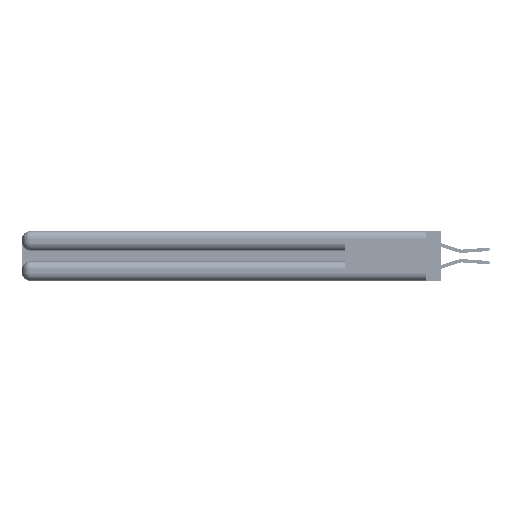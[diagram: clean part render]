
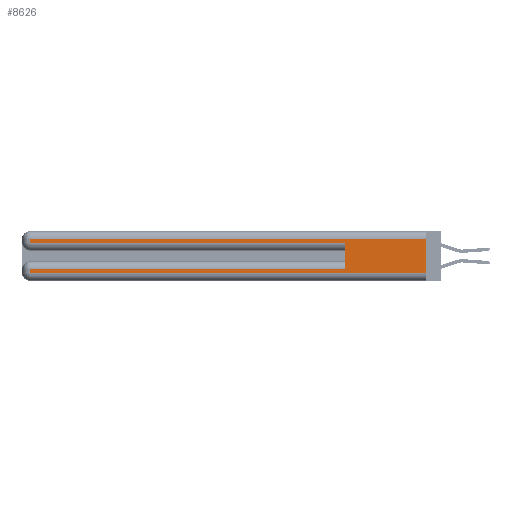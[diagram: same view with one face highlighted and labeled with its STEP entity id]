
A CAD part, left-side view. The second image highlights one B-rep face of the part: STEP entity #8626.
In plain terms, the highlighted planar face has unit normal (-1, 0, 0).
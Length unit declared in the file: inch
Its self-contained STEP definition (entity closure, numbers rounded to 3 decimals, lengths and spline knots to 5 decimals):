
#2172 = VECTOR ( 'NONE', #2656, 39.37008 ) ;
#2656 = DIRECTION ( 'NONE',  ( 0., 0., -1. ) ) ;
#2825 = CARTESIAN_POINT ( 'NONE',  ( 0., 2.94, 0.37 ) ) ;
#2870 = CARTESIAN_POINT ( 'NONE',  ( 0., 0.6, 0.145 ) ) ;
#3192 = EDGE_CURVE ( 'NONE', #31579, #6320, #50028, .T. ) ;
#3248 = VECTOR ( 'NONE', #41225, 39.37008 ) ;
#3709 = CARTESIAN_POINT ( 'NONE',  ( 0., 2.94, 0.06 ) ) ;
#4498 = VERTEX_POINT ( 'NONE', #19448 ) ;
#4774 = AXIS2_PLACEMENT_3D ( 'NONE', #36800, #15505, #45358 ) ;
#6254 = ORIENTED_EDGE ( 'NONE', *, *, #36895, .T. ) ;
#6320 = VERTEX_POINT ( 'NONE', #20799 ) ;
#6363 = LINE ( 'NONE', #46330, #27865 ) ;
#6605 = LINE ( 'NONE', #13788, #39433 ) ;
#8459 = VECTOR ( 'NONE', #16168, 39.37008 ) ;
#8626 = ADVANCED_FACE ( 'NONE', ( #28006 ), #19625, .F. ) ;
#8699 = VECTOR ( 'NONE', #27406, 39.37008 ) ;
#9279 = EDGE_CURVE ( 'NONE', #53890, #28132, #43896, .T. ) ;
#10441 = VERTEX_POINT ( 'NONE', #36206 ) ;
#12271 = LINE ( 'NONE', #32634, #2172 ) ;
#13003 = DIRECTION ( 'NONE',  ( 0., 1., 0. ) ) ;
#13602 = ORIENTED_EDGE ( 'NONE', *, *, #33714, .T. ) ;
#13788 = CARTESIAN_POINT ( 'NONE',  ( 0., 0., 0.31 ) ) ;
#14365 = EDGE_CURVE ( 'NONE', #27822, #45455, #6605, .T. ) ;
#15505 = DIRECTION ( 'NONE',  ( 1., 0., 0. ) ) ;
#16168 = DIRECTION ( 'NONE',  ( 0., -1., 0. ) ) ;
#18340 = EDGE_CURVE ( 'NONE', #45455, #4498, #36708, .T. ) ;
#18771 = LINE ( 'NONE', #52830, #8699 ) ;
#19448 = CARTESIAN_POINT ( 'NONE',  ( 0., 2.94, 0.285 ) ) ;
#19622 = ORIENTED_EDGE ( 'NONE', *, *, #14365, .T. ) ;
#19625 = PLANE ( 'NONE',  #4774 ) ;
#20282 = VECTOR ( 'NONE', #13003, 39.37008 ) ;
#20799 = CARTESIAN_POINT ( 'NONE',  ( 0., 0.6, 0.285 ) ) ;
#22099 = CARTESIAN_POINT ( 'NONE',  ( 0., 0.6, 0.085 ) ) ;
#22875 = CARTESIAN_POINT ( 'NONE',  ( 0., 2.94, 0.31 ) ) ;
#22981 = EDGE_LOOP ( 'NONE', ( #26313, #19622, #42320, #13602, #51633, #32386, #6254, #45739 ) ) ;
#24417 = EDGE_CURVE ( 'NONE', #31579, #10441, #42976, .T. ) ;
#25107 = DIRECTION ( 'NONE',  ( 0., 0., -1. ) ) ;
#26313 = ORIENTED_EDGE ( 'NONE', *, *, #30546, .F. ) ;
#27406 = DIRECTION ( 'NONE',  ( 0., -1., 0. ) ) ;
#27822 = VERTEX_POINT ( 'NONE', #33202 ) ;
#27865 = VECTOR ( 'NONE', #25107, 39.37008 ) ;
#28006 = FACE_OUTER_BOUND ( 'NONE', #22981, .T. ) ;
#28132 = VERTEX_POINT ( 'NONE', #39162 ) ;
#28891 = CARTESIAN_POINT ( 'NONE',  ( 0., 0., 0.06 ) ) ;
#30546 = EDGE_CURVE ( 'NONE', #27822, #28132, #12271, .T. ) ;
#30836 = DIRECTION ( 'NONE',  ( 0., 1., 0. ) ) ;
#31579 = VERTEX_POINT ( 'NONE', #22099 ) ;
#32386 = ORIENTED_EDGE ( 'NONE', *, *, #24417, .T. ) ;
#32634 = CARTESIAN_POINT ( 'NONE',  ( 0., 0., 0.37 ) ) ;
#32804 = DIRECTION ( 'NONE',  ( 0., 0., -1. ) ) ;
#33202 = CARTESIAN_POINT ( 'NONE',  ( 0., 0., 0.31 ) ) ;
#33714 = EDGE_CURVE ( 'NONE', #4498, #6320, #18771, .T. ) ;
#36206 = CARTESIAN_POINT ( 'NONE',  ( 0., 2.94, 0.085 ) ) ;
#36708 = LINE ( 'NONE', #2825, #48007 ) ;
#36800 = CARTESIAN_POINT ( 'NONE',  ( 0., 0., 0.37 ) ) ;
#36895 = EDGE_CURVE ( 'NONE', #10441, #53890, #6363, .T. ) ;
#39162 = CARTESIAN_POINT ( 'NONE',  ( 0., 0., 0.06 ) ) ;
#39433 = VECTOR ( 'NONE', #30836, 39.37008 ) ;
#41225 = DIRECTION ( 'NONE',  ( 0., 0., 1. ) ) ;
#42320 = ORIENTED_EDGE ( 'NONE', *, *, #18340, .T. ) ;
#42976 = LINE ( 'NONE', #51411, #20282 ) ;
#43896 = LINE ( 'NONE', #28891, #8459 ) ;
#45358 = DIRECTION ( 'NONE',  ( 0., 0., -1. ) ) ;
#45455 = VERTEX_POINT ( 'NONE', #22875 ) ;
#45739 = ORIENTED_EDGE ( 'NONE', *, *, #9279, .T. ) ;
#46330 = CARTESIAN_POINT ( 'NONE',  ( 0., 2.94, 0.37 ) ) ;
#48007 = VECTOR ( 'NONE', #32804, 39.37008 ) ;
#50028 = LINE ( 'NONE', #2870, #3248 ) ;
#51411 = CARTESIAN_POINT ( 'NONE',  ( 0., 0., 0.085 ) ) ;
#51633 = ORIENTED_EDGE ( 'NONE', *, *, #3192, .F. ) ;
#52830 = CARTESIAN_POINT ( 'NONE',  ( 0., 0., 0.285 ) ) ;
#53890 = VERTEX_POINT ( 'NONE', #3709 ) ;
